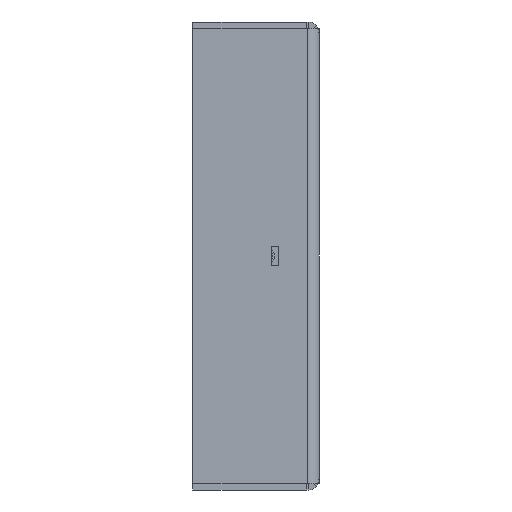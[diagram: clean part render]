
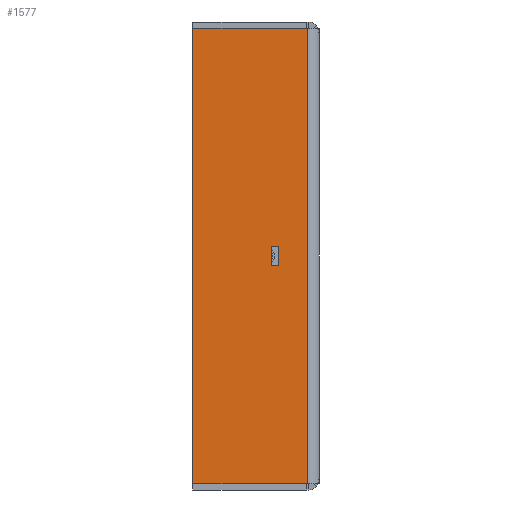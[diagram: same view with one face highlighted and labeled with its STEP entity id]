
A CAD part, left-side view. The second image highlights one B-rep face of the part: STEP entity #1577.
In plain terms, the highlighted planar face has unit normal (-1, 0, 0).
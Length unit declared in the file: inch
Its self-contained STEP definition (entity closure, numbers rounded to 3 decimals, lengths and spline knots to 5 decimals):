
#372=DIRECTION('',(0.,1.,0.));
#373=VECTOR('',#372,0.895);
#374=CARTESIAN_POINT('',(-2.173,0.042,1.775));
#375=LINE('',#374,#373);
#376=DIRECTION('',(0.,-1.,0.));
#377=VECTOR('',#376,0.895);
#378=CARTESIAN_POINT('',(-2.173,0.937,-1.775));
#379=LINE('',#378,#377);
#380=DIRECTION('',(0.,0.,-1.));
#381=VECTOR('',#380,3.55);
#382=CARTESIAN_POINT('',(-2.173,0.937,1.775));
#383=LINE('',#382,#381);
#384=DIRECTION('',(0.,0.,1.));
#385=VECTOR('',#384,0.15);
#386=CARTESIAN_POINT('',(-2.173,0.327,-0.075));
#387=LINE('',#386,#385);
#388=DIRECTION('',(0.,1.,0.));
#389=VECTOR('',#388,0.055);
#390=CARTESIAN_POINT('',(-2.173,0.272,-0.075));
#391=LINE('',#390,#389);
#392=DIRECTION('',(0.,0.,-1.));
#393=VECTOR('',#392,0.15);
#394=CARTESIAN_POINT('',(-2.173,0.272,0.075));
#395=LINE('',#394,#393);
#396=DIRECTION('',(0.,-1.,0.));
#397=VECTOR('',#396,0.055);
#398=CARTESIAN_POINT('',(-2.173,0.327,0.075));
#399=LINE('',#398,#397);
#400=DIRECTION('',(0.,0.,1.));
#401=VECTOR('',#400,3.55);
#402=CARTESIAN_POINT('',(-2.173,0.042,-1.775));
#403=LINE('',#402,#401);
#858=CARTESIAN_POINT('',(-2.173,0.042,1.775));
#859=CARTESIAN_POINT('',(-2.173,0.937,1.775));
#860=VERTEX_POINT('',#858);
#861=VERTEX_POINT('',#859);
#862=CARTESIAN_POINT('',(-2.173,0.937,-1.775));
#863=VERTEX_POINT('',#862);
#864=CARTESIAN_POINT('',(-2.173,0.042,-1.775));
#865=VERTEX_POINT('',#864);
#1038=CARTESIAN_POINT('',(-2.173,0.327,-0.075));
#1039=CARTESIAN_POINT('',(-2.173,0.327,0.075));
#1040=VERTEX_POINT('',#1038);
#1041=VERTEX_POINT('',#1039);
#1042=CARTESIAN_POINT('',(-2.173,0.272,0.075));
#1043=VERTEX_POINT('',#1042);
#1044=CARTESIAN_POINT('',(-2.173,0.272,-0.075));
#1045=VERTEX_POINT('',#1044);
#1555=CARTESIAN_POINT('',(-2.173,0.,-0.93152));
#1556=DIRECTION('',(-1.,0.,0.));
#1557=DIRECTION('',(0.,0.,1.));
#1558=AXIS2_PLACEMENT_3D('',#1555,#1556,#1557);
#1559=PLANE('',#1558);
#1560=ORIENTED_EDGE('',*,*,#1170,.F.);
#1562=ORIENTED_EDGE('',*,*,#1561,.F.);
#1563=ORIENTED_EDGE('',*,*,#1536,.F.);
#1564=ORIENTED_EDGE('',*,*,#1549,.F.);
#1565=EDGE_LOOP('',(#1560,#1562,#1563,#1564));
#1566=FACE_OUTER_BOUND('',#1565,.F.);
#1568=ORIENTED_EDGE('',*,*,#1567,.F.);
#1570=ORIENTED_EDGE('',*,*,#1569,.F.);
#1572=ORIENTED_EDGE('',*,*,#1571,.F.);
#1574=ORIENTED_EDGE('',*,*,#1573,.F.);
#1575=EDGE_LOOP('',(#1568,#1570,#1572,#1574));
#1576=FACE_BOUND('',#1575,.F.);
#1577=ADVANCED_FACE('',(#1566,#1576),#1559,.T.);
#1170=EDGE_CURVE('',#860,#861,#375,.T.);
#1536=EDGE_CURVE('',#863,#865,#379,.T.);
#1549=EDGE_CURVE('',#861,#863,#383,.T.);
#1561=EDGE_CURVE('',#865,#860,#403,.T.);
#1567=EDGE_CURVE('',#1040,#1041,#387,.T.);
#1569=EDGE_CURVE('',#1045,#1040,#391,.T.);
#1571=EDGE_CURVE('',#1043,#1045,#395,.T.);
#1573=EDGE_CURVE('',#1041,#1043,#399,.T.);
